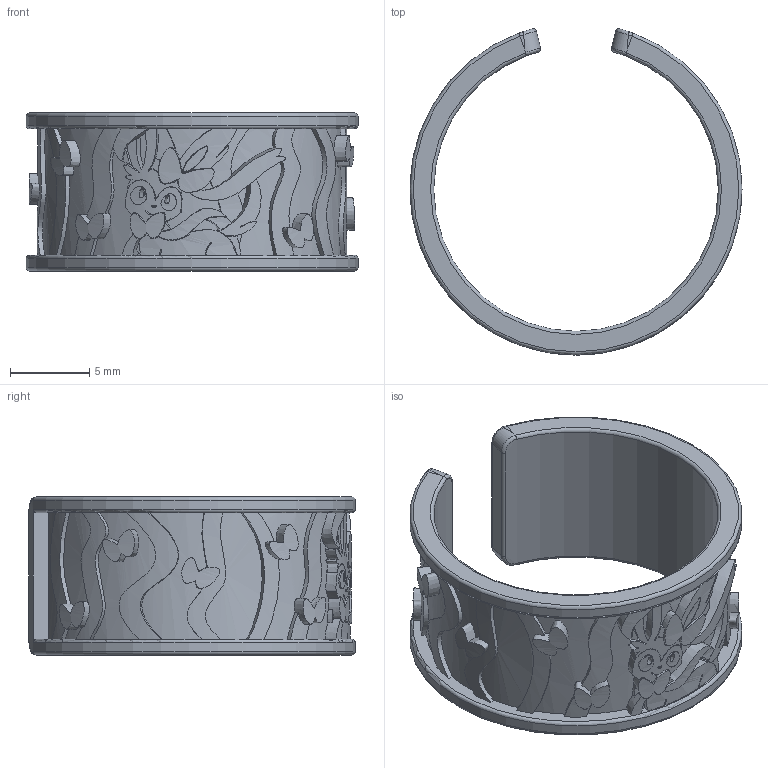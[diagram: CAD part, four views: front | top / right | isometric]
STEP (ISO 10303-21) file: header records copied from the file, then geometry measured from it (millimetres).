
FILE_DESCRIPTION(/* description */ (''),/* implementation_level */ '2;1');
FILE_NAME(/* name */ 'Sylveon v4.step',/* time_stamp */ '2024-10-22T14:24:35-03:00',/* author */ (''),/* organization */ (''),/* preprocessor_version */ 'ST-DEVELOPER v20',/* originating_system */ 'Autodesk Translation Framework v13.20.0.188',/* authorisation */ '');
FILE_SCHEMA (('AUTOMOTIVE_DESIGN { 1 0 10303 214 3 1 1 }'));
Length unit declared in the file: millimetre
Products named in the file (1): Sylveon
Bounding box: 21 x 20.64 x 10 mm (x, y, z)
Volume: 486.2 mm3; surface area: 1572.3 mm2
Topology: 1 solids, 1 shells, 290 faces, 815 edges, 538 vertices
Faces by surface type: bspline 185, cylinder 87, plane 12, torus 6
Entity records: 17404 total; most frequent: CARTESIAN_POINT 11180, ORIENTED_EDGE 1630, EDGE_CURVE 815, DIRECTION 693, VERTEX_POINT 538, B_SPLINE_CURVE_WITH_KNOTS 441, EDGE_LOOP 301, FACE_OUTER_BOUND 290
